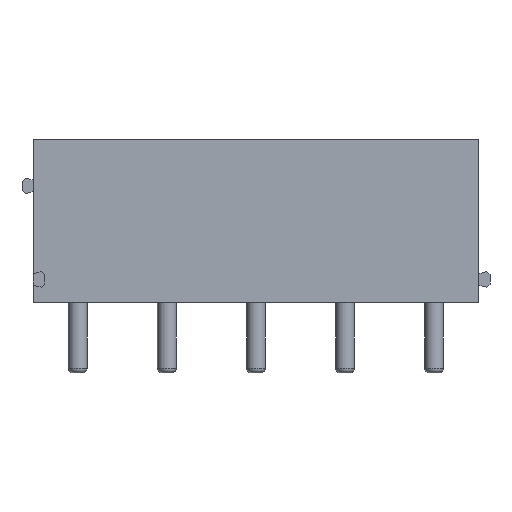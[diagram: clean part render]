
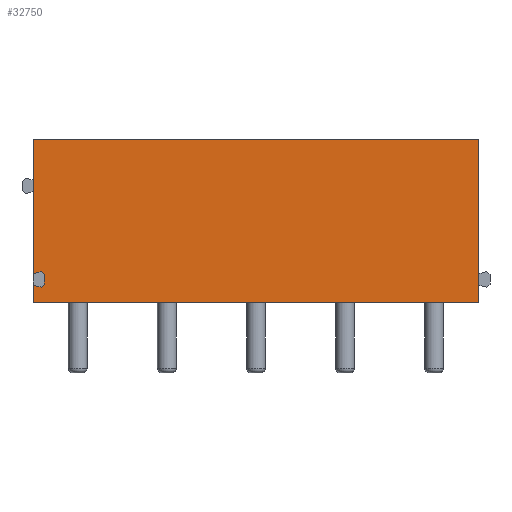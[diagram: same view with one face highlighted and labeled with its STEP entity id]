
A CAD part, front view. The second image highlights one B-rep face of the part: STEP entity #32750.
In plain terms, the highlighted planar face has unit normal (0, -1, 0).
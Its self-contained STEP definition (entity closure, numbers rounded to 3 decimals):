
#788 = CARTESIAN_POINT ( 'NONE',  ( 0.48, -4.2, -2.7 ) ) ;
#1741 = CARTESIAN_POINT ( 'NONE',  ( 19.05, -4.2, 3.5 ) ) ;
#1865 = DIRECTION ( 'NONE',  ( -0.973, 0., -0.229 ) ) ;
#1940 = DIRECTION ( 'NONE',  ( 0., 0., -1. ) ) ;
#2094 = VERTEX_POINT ( 'NONE', #27082 ) ;
#3221 = VECTOR ( 'NONE', #1940, 1000. ) ;
#3671 = VECTOR ( 'NONE', #3696, 1000. ) ;
#3696 = DIRECTION ( 'NONE',  ( 0.733, 0., 0.68 ) ) ;
#3904 = CARTESIAN_POINT ( 'NONE',  ( 19.05, -4.2, 3.5 ) ) ;
#3996 = ORIENTED_EDGE ( 'NONE', *, *, #31883, .F. ) ;
#4142 = CARTESIAN_POINT ( 'NONE',  ( 0.48, -4.2, -2.7 ) ) ;
#4757 = DIRECTION ( 'NONE',  ( 0., 1., 0. ) ) ;
#5069 = LINE ( 'NONE', #38620, #3221 ) ;
#6202 = LINE ( 'NONE', #28981, #29563 ) ;
#6310 = DIRECTION ( 'NONE',  ( 0., 0., 1. ) ) ;
#6562 = VERTEX_POINT ( 'NONE', #20898 ) ;
#6982 = CARTESIAN_POINT ( 'NONE',  ( 0.48, -4.2, -2.3 ) ) ;
#7146 = EDGE_CURVE ( 'NONE', #13818, #2094, #6202, .T. ) ;
#7392 = EDGE_CURVE ( 'NONE', #7874, #24901, #15761, .T. ) ;
#7710 = EDGE_CURVE ( 'NONE', #39349, #2094, #24776, .T. ) ;
#7874 = VERTEX_POINT ( 'NONE', #39019 ) ;
#8232 = ORIENTED_EDGE ( 'NONE', *, *, #7710, .T. ) ;
#8601 = CARTESIAN_POINT ( 'NONE',  ( 0., -4.2, -3.5 ) ) ;
#8909 = LINE ( 'NONE', #11785, #24205 ) ;
#9173 = ORIENTED_EDGE ( 'NONE', *, *, #7146, .F. ) ;
#11785 = CARTESIAN_POINT ( 'NONE',  ( 0., -4.2, 3.5 ) ) ;
#12084 = ORIENTED_EDGE ( 'NONE', *, *, #7392, .F. ) ;
#12404 = DIRECTION ( 'NONE',  ( -1., 0., 0. ) ) ;
#12705 = VERTEX_POINT ( 'NONE', #4142 ) ;
#13818 = VERTEX_POINT ( 'NONE', #26009 ) ;
#13933 = VECTOR ( 'NONE', #6310, 1000. ) ;
#14826 = LINE ( 'NONE', #3904, #31027 ) ;
#14857 = DIRECTION ( 'NONE',  ( 0., 0., -1. ) ) ;
#14879 = CARTESIAN_POINT ( 'NONE',  ( 0., -4.2, -2.75 ) ) ;
#15407 = CARTESIAN_POINT ( 'NONE',  ( 0.48, -4.2, -2.3 ) ) ;
#15761 = LINE ( 'NONE', #14879, #38239 ) ;
#16307 = DIRECTION ( 'NONE',  ( -0.733, 0., 0.68 ) ) ;
#16404 = AXIS2_PLACEMENT_3D ( 'NONE', #1741, #4757, #26089 ) ;
#17583 = VECTOR ( 'NONE', #12404, 1000. ) ;
#20283 = EDGE_CURVE ( 'NONE', #6562, #34247, #5069, .T. ) ;
#20872 = DIRECTION ( 'NONE',  ( 0.973, 0., -0.229 ) ) ;
#20898 = CARTESIAN_POINT ( 'NONE',  ( 19.05, -4.2, 3.5 ) ) ;
#21145 = ORIENTED_EDGE ( 'NONE', *, *, #20283, .F. ) ;
#22112 = ORIENTED_EDGE ( 'NONE', *, *, #33678, .T. ) ;
#22864 = DIRECTION ( 'NONE',  ( 0., 0., -1. ) ) ;
#23047 = PLANE ( 'NONE',  #16404 ) ;
#23162 = CARTESIAN_POINT ( 'NONE',  ( 19.05, -4.2, -3.5 ) ) ;
#24205 = VECTOR ( 'NONE', #14857, 1000. ) ;
#24776 = LINE ( 'NONE', #38087, #25734 ) ;
#24901 = VERTEX_POINT ( 'NONE', #39103 ) ;
#24967 = VECTOR ( 'NONE', #16307, 1000. ) ;
#24994 = VERTEX_POINT ( 'NONE', #39229 ) ;
#25197 = DIRECTION ( 'NONE',  ( -1., 0., 0. ) ) ;
#25433 = ORIENTED_EDGE ( 'NONE', *, *, #28321, .F. ) ;
#25734 = VECTOR ( 'NONE', #22864, 1000. ) ;
#26009 = CARTESIAN_POINT ( 'NONE',  ( 0.34, -4.2, -2.17 ) ) ;
#26089 = DIRECTION ( 'NONE',  ( 0., 0., 1. ) ) ;
#26189 = EDGE_CURVE ( 'NONE', #34247, #32969, #26677, .T. ) ;
#26677 = LINE ( 'NONE', #30519, #17583 ) ;
#27023 = LINE ( 'NONE', #788, #3671 ) ;
#27082 = CARTESIAN_POINT ( 'NONE',  ( 0., -4.2, -2.25 ) ) ;
#27151 = EDGE_CURVE ( 'NONE', #7874, #32969, #8909, .T. ) ;
#27324 = FACE_OUTER_BOUND ( 'NONE', #36385, .T. ) ;
#28265 = ORIENTED_EDGE ( 'NONE', *, *, #27151, .T. ) ;
#28321 = EDGE_CURVE ( 'NONE', #24994, #13818, #32100, .T. ) ;
#28981 = CARTESIAN_POINT ( 'NONE',  ( 0., -4.2, -2.25 ) ) ;
#29563 = VECTOR ( 'NONE', #1865, 1000. ) ;
#30519 = CARTESIAN_POINT ( 'NONE',  ( 19.05, -4.2, -3.5 ) ) ;
#31027 = VECTOR ( 'NONE', #25197, 1000. ) ;
#31101 = LINE ( 'NONE', #15407, #13933 ) ;
#31883 = EDGE_CURVE ( 'NONE', #24901, #12705, #27023, .T. ) ;
#32100 = LINE ( 'NONE', #6982, #24967 ) ;
#32750 = ADVANCED_FACE ( 'NONE', ( #27324 ), #23047, .F. ) ;
#32969 = VERTEX_POINT ( 'NONE', #8601 ) ;
#33154 = EDGE_CURVE ( 'NONE', #12705, #24994, #31101, .T. ) ;
#33495 = ORIENTED_EDGE ( 'NONE', *, *, #33154, .F. ) ;
#33678 = EDGE_CURVE ( 'NONE', #6562, #39349, #14826, .T. ) ;
#34247 = VERTEX_POINT ( 'NONE', #23162 ) ;
#36385 = EDGE_LOOP ( 'NONE', ( #8232, #9173, #25433, #33495, #3996, #12084, #28265, #36401, #21145, #22112 ) ) ;
#36401 = ORIENTED_EDGE ( 'NONE', *, *, #26189, .F. ) ;
#38087 = CARTESIAN_POINT ( 'NONE',  ( 0., -4.2, 3.5 ) ) ;
#38239 = VECTOR ( 'NONE', #20872, 1000. ) ;
#38256 = CARTESIAN_POINT ( 'NONE',  ( 0., -4.2, 3.5 ) ) ;
#38620 = CARTESIAN_POINT ( 'NONE',  ( 19.05, -4.2, 3.5 ) ) ;
#39019 = CARTESIAN_POINT ( 'NONE',  ( 0., -4.2, -2.75 ) ) ;
#39103 = CARTESIAN_POINT ( 'NONE',  ( 0.34, -4.2, -2.83 ) ) ;
#39229 = CARTESIAN_POINT ( 'NONE',  ( 0.48, -4.2, -2.3 ) ) ;
#39349 = VERTEX_POINT ( 'NONE', #38256 ) ;
